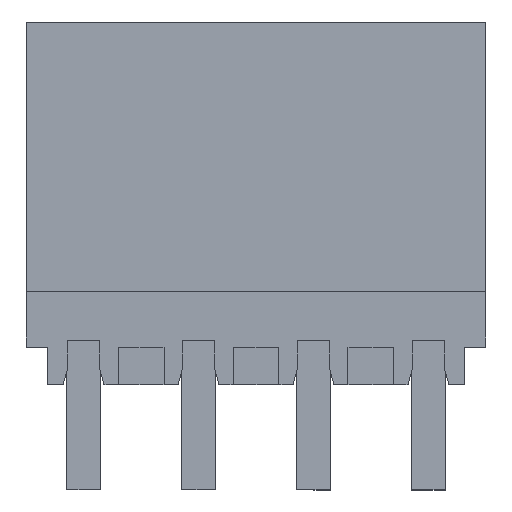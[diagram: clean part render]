
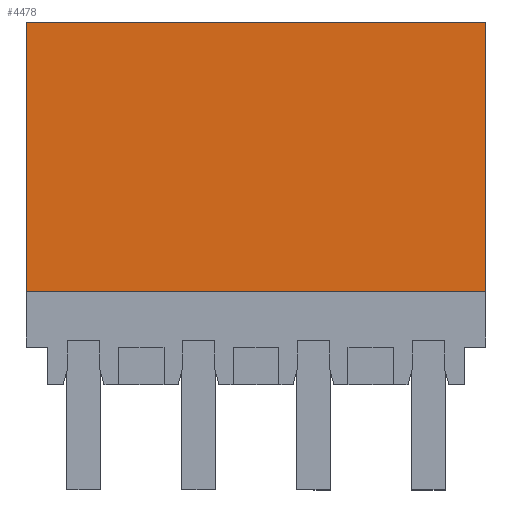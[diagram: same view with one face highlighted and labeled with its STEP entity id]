
A CAD part, front view. The second image highlights one B-rep face of the part: STEP entity #4478.
In plain terms, the highlighted planar face has unit normal (0, -1, 0).
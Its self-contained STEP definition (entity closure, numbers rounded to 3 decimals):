
#4465=AXIS2_PLACEMENT_3D('Plane Axis2P3D',#4462,#4463,#4464) ;
#1621=CARTESIAN_POINT('Line Origine',(14.,0.,10.15)) ;
#1625=CARTESIAN_POINT('Vertex',(14.,0.,14.25)) ;
#1627=CARTESIAN_POINT('Vertex',(14.,0.,6.05)) ;
#2766=CARTESIAN_POINT('Vertex',(0.,0.,6.05)) ;
#2769=CARTESIAN_POINT('Line Origine',(0.,0.,10.15)) ;
#2773=CARTESIAN_POINT('Vertex',(0.,0.,14.25)) ;
#3307=CARTESIAN_POINT('Line Origine',(7.,0.,6.05)) ;
#4462=CARTESIAN_POINT('Axis2P3D Location',(-0.7,0.,14.25)) ;
#4467=CARTESIAN_POINT('Line Origine',(7.,0.,14.25)) ;
#1622=DIRECTION('Vector Direction',(0.,0.,-1.)) ;
#2770=DIRECTION('Vector Direction',(0.,0.,-1.)) ;
#3308=DIRECTION('Vector Direction',(1.,0.,0.)) ;
#4463=DIRECTION('Axis2P3D Direction',(0.,-1.,0.)) ;
#4464=DIRECTION('Axis2P3D XDirection',(0.,0.,-1.)) ;
#4468=DIRECTION('Vector Direction',(1.,0.,0.)) ;
#1623=VECTOR('Line Direction',#1622,1.) ;
#2771=VECTOR('Line Direction',#2770,1.) ;
#3309=VECTOR('Line Direction',#3308,1.) ;
#4469=VECTOR('Line Direction',#4468,1.) ;
#4473=ORIENTED_EDGE('',*,*,#2775,.T.) ;
#4474=ORIENTED_EDGE('',*,*,#3311,.F.) ;
#4475=ORIENTED_EDGE('',*,*,#1629,.F.) ;
#4476=ORIENTED_EDGE('',*,*,#4471,.F.) ;
#4478=ADVANCED_FACE('HOUSING',(#4477),#4466,.T.) ;
#1629=EDGE_CURVE('',#1626,#1628,#1624,.T.) ;
#2775=EDGE_CURVE('',#2774,#2767,#2772,.T.) ;
#3311=EDGE_CURVE('',#1628,#2767,#3310,.F.) ;
#4471=EDGE_CURVE('',#2774,#1626,#4470,.T.) ;
#4472=EDGE_LOOP('',(#4473,#4474,#4475,#4476)) ;
#4477=FACE_OUTER_BOUND('',#4472,.T.) ;
#1624=LINE('Line',#1621,#1623) ;
#2772=LINE('Line',#2769,#2771) ;
#3310=LINE('Line',#3307,#3309) ;
#4470=LINE('Line',#4467,#4469) ;
#4466=PLANE('',#4465) ;
#1626=VERTEX_POINT('',#1625) ;
#1628=VERTEX_POINT('',#1627) ;
#2767=VERTEX_POINT('',#2766) ;
#2774=VERTEX_POINT('',#2773) ;
